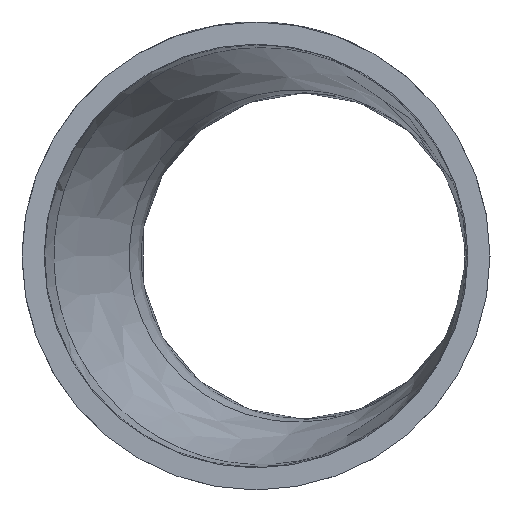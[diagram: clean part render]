
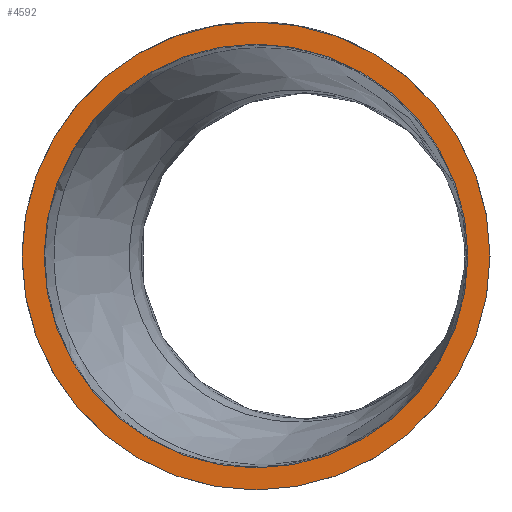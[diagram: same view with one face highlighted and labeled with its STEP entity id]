
A CAD part, left-side view. The second image highlights one B-rep face of the part: STEP entity #4592.
In plain terms, the highlighted planar face has unit normal (-1, 0, 0).
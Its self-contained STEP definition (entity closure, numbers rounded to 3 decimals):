
#116 = CARTESIAN_POINT ( 'NONE',  ( 0., 0., 21.2 ) ) ;
#942 = DIRECTION ( 'NONE',  ( -1., 0., 0. ) ) ;
#1249 = EDGE_LOOP ( 'NONE', ( #3603 ) ) ;
#1575 = CARTESIAN_POINT ( 'NONE',  ( 0., 0., 19.2 ) ) ;
#2202 = FACE_OUTER_BOUND ( 'NONE', #6337, .T. ) ;
#2545 = ORIENTED_EDGE ( 'NONE', *, *, #5724, .T. ) ;
#3452 = PLANE ( 'NONE',  #11994 ) ;
#3603 = ORIENTED_EDGE ( 'NONE', *, *, #12060, .F. ) ;
#3875 = DIRECTION ( 'NONE',  ( 0., 0., 1. ) ) ;
#4035 = VERTEX_POINT ( 'NONE', #1575 ) ;
#4592 = ADVANCED_FACE ( 'NONE', ( #14634, #2202 ), #3452, .T. ) ;
#4665 = DIRECTION ( 'NONE',  ( 0., 0., 1. ) ) ;
#4981 = CIRCLE ( 'NONE', #9913, 19.2 ) ;
#5033 = DIRECTION ( 'NONE',  ( -1., 0., 0. ) ) ;
#5193 = CARTESIAN_POINT ( 'NONE',  ( 0., 0., 0. ) ) ;
#5724 = EDGE_CURVE ( 'NONE', #6688, #6688, #14602, .T. ) ;
#6120 = CARTESIAN_POINT ( 'NONE',  ( 0., 0., 0. ) ) ;
#6337 = EDGE_LOOP ( 'NONE', ( #2545 ) ) ;
#6688 = VERTEX_POINT ( 'NONE', #116 ) ;
#8430 = DIRECTION ( 'NONE',  ( -1., 0., 0. ) ) ;
#9913 = AXIS2_PLACEMENT_3D ( 'NONE', #5193, #5033, #3875 ) ;
#11994 = AXIS2_PLACEMENT_3D ( 'NONE', #6120, #942, #4665 ) ;
#12060 = EDGE_CURVE ( 'NONE', #4035, #4035, #4981, .T. ) ;
#13695 = DIRECTION ( 'NONE',  ( 0., 0., 1. ) ) ;
#14602 = CIRCLE ( 'NONE', #16184, 21.2 ) ;
#14634 = FACE_BOUND ( 'NONE', #1249, .T. ) ;
#14880 = CARTESIAN_POINT ( 'NONE',  ( 0., 0., 0. ) ) ;
#16184 = AXIS2_PLACEMENT_3D ( 'NONE', #14880, #8430, #13695 ) ;
